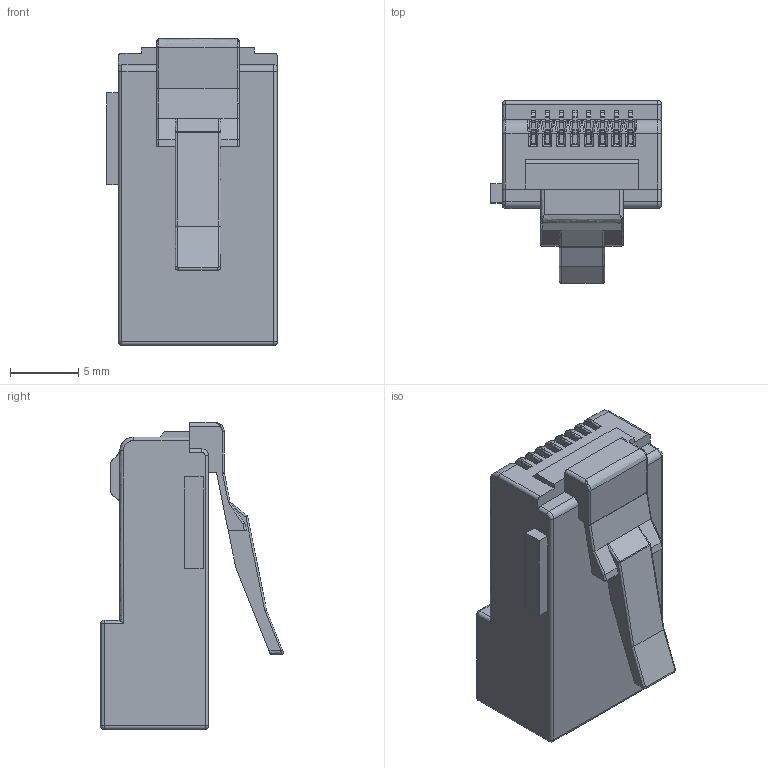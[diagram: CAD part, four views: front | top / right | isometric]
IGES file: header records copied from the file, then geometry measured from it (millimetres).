
Start section: SolidWorks IGES file using analytic representation for surfaces
Global section: file name: MP88X-x000K_A.IGS; native system: SolidWorks 2020; preprocessor: SolidWorks 2020; author: Dan; date: 200406.113514; units: millimetre
Bounding box: 12.53 x 13.4 x 22.5 mm (x, y, z)
Surface area: 2184.6 mm2 (no closed solid volume)
Topology: 0 solids, 0 shells, 831 faces, 5930 edges, 5924 vertices
Faces by surface type: bspline 573, revolution 258
